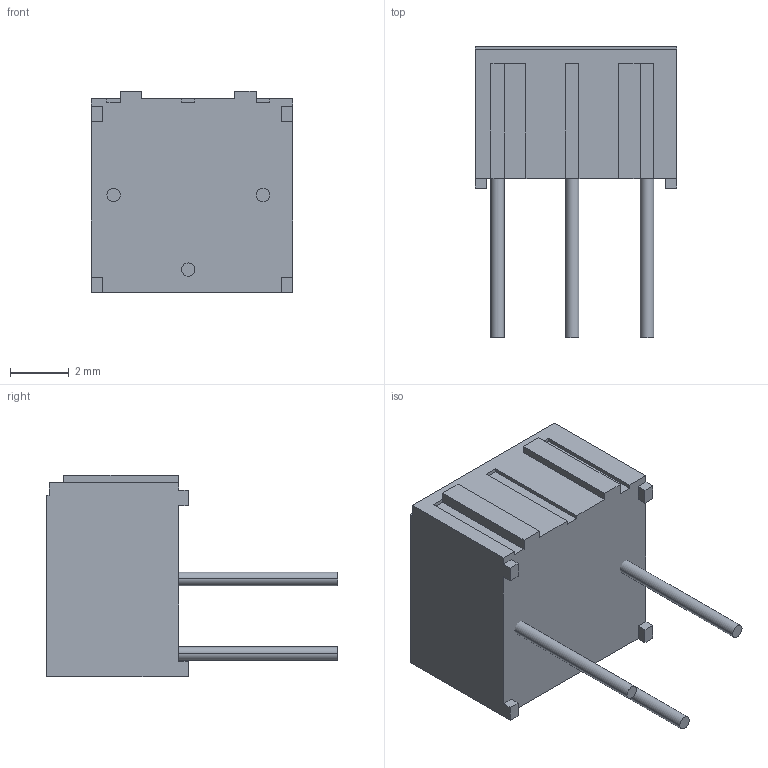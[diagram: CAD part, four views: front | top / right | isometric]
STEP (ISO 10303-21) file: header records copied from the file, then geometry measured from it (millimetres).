
FILE_DESCRIPTION((''),'2;1');
FILE_NAME('P_OUTLINE_ASM','2013-03-18T',('BMozley'),(''),'PRO/ENGINEER BY PARAMETRIC TECHNOLOGY CORPORATION, 2012480','PRO/ENGINEER BY PARAMETRIC TECHNOLOGY CORPORATION, 2012480','');
FILE_SCHEMA(('CONFIG_CONTROL_DESIGN'));
Length unit declared in the file: inch
Products named in the file (3): M25BODY; P; P_OUTLINE_ASM
Assembly tree (2 placements, depth 2):
  P_OUTLINE_ASM
    M25BODY
    P
Bounding box: 6.86 x 9.91 x 6.86 mm (x, y, z)
Volume: 204.7 mm3; surface area: 255.9 mm2
Topology: 4 solids, 4 shells, 135 faces, 360 edges, 238 vertices
Faces by surface type: plane 91, cylinder 44
Entity records: 4284 total; most frequent: CARTESIAN_POINT 738, DIRECTION 728, ORIENTED_EDGE 720, EDGE_CURVE 360, VECTOR 272, LINE 272, VERTEX_POINT 238, AXIS2_PLACEMENT_3D 228
